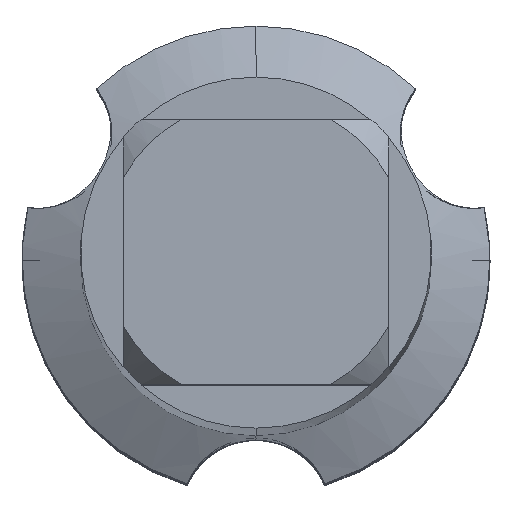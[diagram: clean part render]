
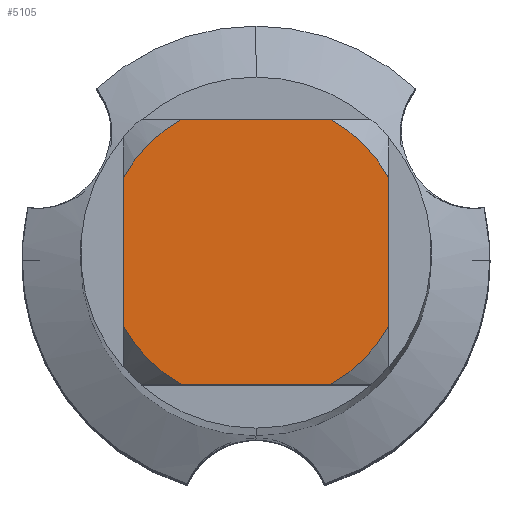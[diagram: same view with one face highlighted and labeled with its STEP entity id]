
A CAD part, top view. The second image highlights one B-rep face of the part: STEP entity #5105.
In plain terms, the highlighted planar face has unit normal (0, 0, 1).
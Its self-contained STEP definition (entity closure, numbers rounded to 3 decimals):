
#3161=EDGE_CURVE('',#5967,#4817,#7940,.T.);
#3193=VERTEX_POINT('',#7974);
#3547=VERTEX_POINT('',#8368);
#3561=VERTEX_POINT('',#8384);
#3629=EDGE_CURVE('',#5967,#3193,#8458,.T.);
#4079=VERTEX_POINT('',#8946);
#4257=EDGE_CURVE('',#4079,#5813,#9142,.T.);
#4365=EDGE_CURVE('',#3547,#6023,#9265,.T.);
#4817=VERTEX_POINT('',#9760);
#5105=ADVANCED_FACE('',(#10073),#10074,.T.);
#5497=EDGE_CURVE('',#3547,#5813,#10489,.T.);
#5665=EDGE_CURVE('',#4079,#3193,#10672,.T.);
#5807=EDGE_CURVE('',#3561,#6023,#10823,.T.);
#5813=VERTEX_POINT('',#10829);
#5967=VERTEX_POINT('',#10997);
#6023=VERTEX_POINT('',#11058);
#6855=EDGE_CURVE('',#3561,#4817,#11970,.T.);
#7940=LINE('',#13747,#13748);
#7974=CARTESIAN_POINT('',(0.955,-1.7,0.0));
#8368=CARTESIAN_POINT('',(-1.7,0.955,0.0));
#8384=CARTESIAN_POINT('',(0.955,1.7,0.0));
#8458=CIRCLE('',#14633,1.95);
#8946=CARTESIAN_POINT('',(-0.955,-1.7,0.0));
#9142=CIRCLE('',#15808,1.95);
#9265=CIRCLE('',#15984,1.95);
#9760=CARTESIAN_POINT('',(1.7,0.955,0.0));
#10073=FACE_OUTER_BOUND('',#17428,.T.);
#10074=PLANE('',#17429);
#10489=LINE('',#18237,#18238);
#10672=LINE('',#18531,#18532);
#10823=LINE('',#18808,#18809);
#10829=CARTESIAN_POINT('',(-1.7,-0.955,0.0));
#10997=CARTESIAN_POINT('',(1.7,-0.955,0.0));
#11058=CARTESIAN_POINT('',(-0.955,1.7,0.0));
#11970=CIRCLE('',#20790,1.95);
#13747=CARTESIAN_POINT('',(1.7,0.488,0.0));
#13748=VECTOR('',#22126,1.0);
#14633=AXIS2_PLACEMENT_3D('',#22988,#22989,#22990);
#15808=AXIS2_PLACEMENT_3D('',#23745,#23746,#23747);
#15984=AXIS2_PLACEMENT_3D('',#23920,#23921,#23922);
#17428=EDGE_LOOP('',(#24764,#24765,#24766,#24767,#24768,#24769,#24770,#24771));
#17429=AXIS2_PLACEMENT_3D('',#24772,#24773,#24774);
#18237=CARTESIAN_POINT('',(-1.7,0.488,0.0));
#18238=VECTOR('',#25131,1.0);
#18531=CARTESIAN_POINT('',(0.0,-1.7,0.0));
#18532=VECTOR('',#25321,1.0);
#18808=CARTESIAN_POINT('',(0.0,1.7,0.0));
#18809=VECTOR('',#25462,1.0);
#20790=AXIS2_PLACEMENT_3D('',#26830,#26831,#26832);
#22126=DIRECTION('',(-0.0,1.0,0.0));
#22988=CARTESIAN_POINT('',(0.0,0.0,0.0));
#22989=DIRECTION('',(0.0,0.0,-1.0));
#22990=DIRECTION('',(0.0,1.0,0.0));
#23745=CARTESIAN_POINT('',(0.0,0.0,0.0));
#23746=DIRECTION('',(0.0,0.0,-1.0));
#23747=DIRECTION('',(0.0,1.0,0.0));
#23920=CARTESIAN_POINT('',(0.0,0.0,0.0));
#23921=DIRECTION('',(0.0,0.0,-1.0));
#23922=DIRECTION('',(0.0,1.0,0.0));
#24764=ORIENTED_EDGE('',*,*,#5497,.T.);
#24765=ORIENTED_EDGE('',*,*,#4257,.F.);
#24766=ORIENTED_EDGE('',*,*,#5665,.T.);
#24767=ORIENTED_EDGE('',*,*,#3629,.F.);
#24768=ORIENTED_EDGE('',*,*,#3161,.T.);
#24769=ORIENTED_EDGE('',*,*,#6855,.F.);
#24770=ORIENTED_EDGE('',*,*,#5807,.T.);
#24771=ORIENTED_EDGE('',*,*,#4365,.F.);
#24772=CARTESIAN_POINT('',(0.0,0.975,0.0));
#24773=DIRECTION('',(-0.0,0.0,1.0));
#24774=DIRECTION('',(0.0,-1.0,0.0));
#25131=DIRECTION('',(-0.0,-1.0,0.0));
#25321=DIRECTION('',(1.0,0.0,0.0));
#25462=DIRECTION('',(-1.0,0.0,0.0));
#26830=CARTESIAN_POINT('',(0.0,0.0,0.0));
#26831=DIRECTION('',(0.0,0.0,-1.0));
#26832=DIRECTION('',(0.0,1.0,0.0));
